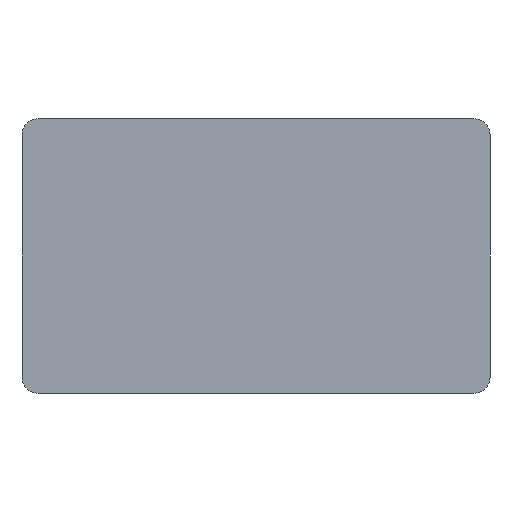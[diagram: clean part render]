
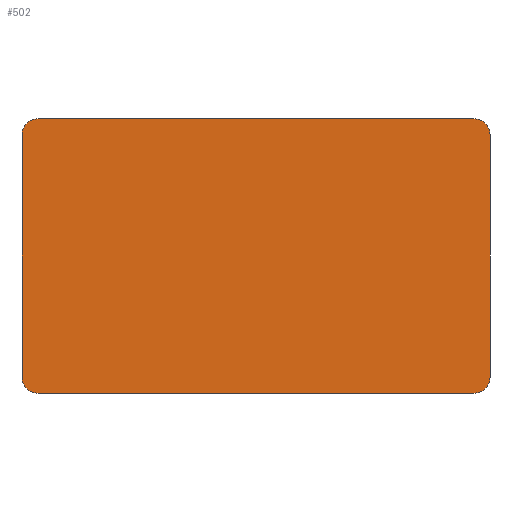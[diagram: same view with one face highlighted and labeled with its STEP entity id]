
A CAD part, front view. The second image highlights one B-rep face of the part: STEP entity #502.
In plain terms, the highlighted planar face has unit normal (0, -1, 0).
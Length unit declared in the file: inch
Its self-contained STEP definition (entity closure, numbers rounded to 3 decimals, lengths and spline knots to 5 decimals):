
#60=CIRCLE('',#560,0.01969);
#61=CIRCLE('',#562,0.01969);
#62=CIRCLE('',#564,0.01969);
#63=CIRCLE('',#565,0.01969);
#80=FACE_OUTER_BOUND('',#112,.T.);
#112=EDGE_LOOP('',(#363,#364,#365,#366,#367,#368,#369,#370));
#139=LINE('',#744,#175);
#152=LINE('',#790,#188);
#153=LINE('',#794,#189);
#154=LINE('',#797,#190);
#175=VECTOR('',#604,0.29528);
#188=VECTOR('',#645,0.5315);
#189=VECTOR('',#648,0.29528);
#190=VECTOR('',#651,0.5315);
#211=VERTEX_POINT('',#742);
#212=VERTEX_POINT('',#743);
#229=VERTEX_POINT('',#781);
#230=VERTEX_POINT('',#785);
#231=VERTEX_POINT('',#789);
#232=VERTEX_POINT('',#791);
#233=VERTEX_POINT('',#793);
#234=VERTEX_POINT('',#795);
#259=EDGE_CURVE('',#211,#212,#139,.T.);
#278=EDGE_CURVE('',#212,#229,#60,.T.);
#281=EDGE_CURVE('',#230,#211,#61,.T.);
#282=EDGE_CURVE('',#231,#230,#152,.T.);
#283=EDGE_CURVE('',#232,#231,#62,.T.);
#284=EDGE_CURVE('',#233,#232,#153,.T.);
#285=EDGE_CURVE('',#234,#233,#63,.T.);
#286=EDGE_CURVE('',#229,#234,#154,.T.);
#363=ORIENTED_EDGE('',*,*,#278,.F.);
#364=ORIENTED_EDGE('',*,*,#259,.F.);
#365=ORIENTED_EDGE('',*,*,#281,.F.);
#366=ORIENTED_EDGE('',*,*,#282,.F.);
#367=ORIENTED_EDGE('',*,*,#283,.F.);
#368=ORIENTED_EDGE('',*,*,#284,.F.);
#369=ORIENTED_EDGE('',*,*,#285,.F.);
#370=ORIENTED_EDGE('',*,*,#286,.F.);
#489=PLANE('',#563);
#502=ADVANCED_FACE('',(#80),#489,.F.);
#560=AXIS2_PLACEMENT_3D('',#782,#635,#636);
#562=AXIS2_PLACEMENT_3D('',#787,#641,#642);
#563=AXIS2_PLACEMENT_3D('',#788,#643,#644);
#564=AXIS2_PLACEMENT_3D('',#792,#646,#647);
#565=AXIS2_PLACEMENT_3D('',#796,#649,#650);
#604=DIRECTION('',(0.,0.,1.));
#635=DIRECTION('center_axis',(0.,1.,0.));
#636=DIRECTION('ref_axis',(0.,0.,-1.));
#641=DIRECTION('center_axis',(0.,1.,0.));
#642=DIRECTION('ref_axis',(0.,0.,-1.));
#643=DIRECTION('center_axis',(0.,1.,0.));
#644=DIRECTION('ref_axis',(0.,0.,1.));
#645=DIRECTION('',(-1.,0.,0.));
#646=DIRECTION('center_axis',(0.,1.,0.));
#647=DIRECTION('ref_axis',(0.,0.,-1.));
#648=DIRECTION('',(0.,0.,-1.));
#649=DIRECTION('center_axis',(0.,1.,0.));
#650=DIRECTION('ref_axis',(0.,0.,-1.));
#651=DIRECTION('',(1.,0.,0.));
#742=CARTESIAN_POINT('',(-0.28543,0.,-0.14764));
#743=CARTESIAN_POINT('',(-0.28543,0.,0.14764));
#744=CARTESIAN_POINT('',(-0.28543,0.,-0.14764));
#781=CARTESIAN_POINT('',(-0.26575,0.,0.16732));
#782=CARTESIAN_POINT('Origin',(-0.26575,0.,0.14764));
#785=CARTESIAN_POINT('',(-0.26575,0.,-0.16732));
#787=CARTESIAN_POINT('Origin',(-0.26575,0.,-0.14764));
#788=CARTESIAN_POINT('Origin',(0.,0.,0.));
#789=CARTESIAN_POINT('',(0.26575,0.,-0.16732));
#790=CARTESIAN_POINT('',(0.26575,0.,-0.16732));
#791=CARTESIAN_POINT('',(0.28543,0.,-0.14764));
#792=CARTESIAN_POINT('Origin',(0.26575,0.,-0.14764));
#793=CARTESIAN_POINT('',(0.28543,0.,0.14764));
#794=CARTESIAN_POINT('',(0.28543,0.,0.14764));
#795=CARTESIAN_POINT('',(0.26575,0.,0.16732));
#796=CARTESIAN_POINT('Origin',(0.26575,0.,0.14764));
#797=CARTESIAN_POINT('',(-0.26575,0.,0.16732));
